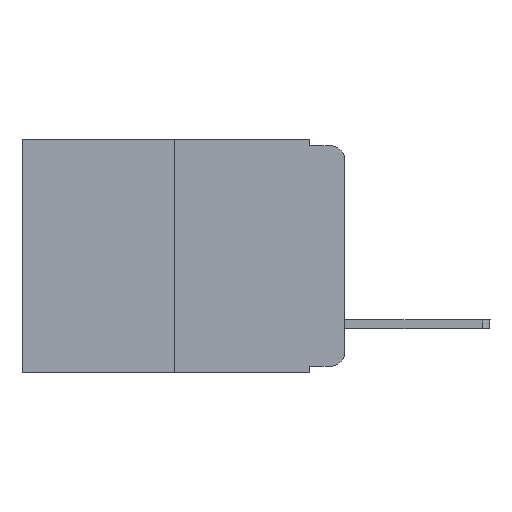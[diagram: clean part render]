
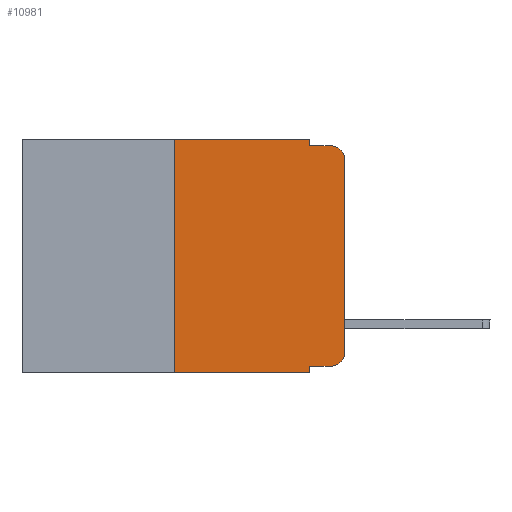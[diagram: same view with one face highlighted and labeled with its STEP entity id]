
A CAD part, left-side view. The second image highlights one B-rep face of the part: STEP entity #10981.
In plain terms, the highlighted planar face has unit normal (-1, 0, 0).
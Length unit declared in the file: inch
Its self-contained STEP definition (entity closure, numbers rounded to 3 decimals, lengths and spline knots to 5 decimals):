
#12 = CARTESIAN_POINT ( 'NONE',  ( 0., 0.02, -0.03 ) ) ;
#88 = CARTESIAN_POINT ( 'NONE',  ( 0., 0.02, -0.313 ) ) ;
#330 = VECTOR ( 'NONE', #15741, 39.37008 ) ;
#611 = CARTESIAN_POINT ( 'NONE',  ( 0., 0.051, 0. ) ) ;
#1358 = AXIS2_PLACEMENT_3D ( 'NONE', #12, #1428, #14679 ) ;
#1428 = DIRECTION ( 'NONE',  ( -1., 0., 0. ) ) ;
#1573 = EDGE_CURVE ( 'NONE', #20876, #21311, #5246, .T. ) ;
#1935 = AXIS2_PLACEMENT_3D ( 'NONE', #88, #11383, #17971 ) ;
#2050 = VERTEX_POINT ( 'NONE', #15662 ) ;
#3079 = DIRECTION ( 'NONE',  ( 0., -1., 0. ) ) ;
#3236 = ORIENTED_EDGE ( 'NONE', *, *, #10794, .F. ) ;
#3280 = CARTESIAN_POINT ( 'NONE',  ( 0., 0.051, 0. ) ) ;
#3424 = DIRECTION ( 'NONE',  ( 1., 0., 0. ) ) ;
#3432 = CARTESIAN_POINT ( 'NONE',  ( 0., 0.02, -0.01 ) ) ;
#3850 = CARTESIAN_POINT ( 'NONE',  ( 0., 0.051, 0. ) ) ;
#4221 = CARTESIAN_POINT ( 'NONE',  ( 0., 0.051, -0.333 ) ) ;
#5244 = CARTESIAN_POINT ( 'NONE',  ( 0., 0.051, -0.01 ) ) ;
#5246 = LINE ( 'NONE', #10183, #11298 ) ;
#5371 = VERTEX_POINT ( 'NONE', #6118 ) ;
#5992 = LINE ( 'NONE', #10815, #10559 ) ;
#6118 = CARTESIAN_POINT ( 'NONE',  ( 0., 0., -0.03 ) ) ;
#6672 = DIRECTION ( 'NONE',  ( 0., 0., -1. ) ) ;
#6760 = CARTESIAN_POINT ( 'NONE',  ( 0., 0.02, -0.333 ) ) ;
#6917 = VERTEX_POINT ( 'NONE', #5244 ) ;
#7298 = LINE ( 'NONE', #12223, #17242 ) ;
#7453 = EDGE_LOOP ( 'NONE', ( #9446, #18221, #9525, #10822, #8160, #3236, #14085, #17703, #17025, #21294 ) ) ;
#8160 = ORIENTED_EDGE ( 'NONE', *, *, #13110, .F. ) ;
#8165 = VERTEX_POINT ( 'NONE', #6760 ) ;
#8311 = EDGE_CURVE ( 'NONE', #20116, #5371, #7298, .T. ) ;
#9446 = ORIENTED_EDGE ( 'NONE', *, *, #8311, .T. ) ;
#9487 = VERTEX_POINT ( 'NONE', #18410 ) ;
#9509 = LINE ( 'NONE', #17710, #15781 ) ;
#9525 = ORIENTED_EDGE ( 'NONE', *, *, #14763, .F. ) ;
#9787 = EDGE_CURVE ( 'NONE', #8165, #20116, #20883, .T. ) ;
#9986 = PLANE ( 'NONE',  #12562 ) ;
#10183 = CARTESIAN_POINT ( 'NONE',  ( 0., 0.473, -0.343 ) ) ;
#10559 = VECTOR ( 'NONE', #3079, 39.37008 ) ;
#10621 = EDGE_CURVE ( 'NONE', #2050, #8165, #12401, .T. ) ;
#10794 = EDGE_CURVE ( 'NONE', #20876, #9487, #14552, .T. ) ;
#10815 = CARTESIAN_POINT ( 'NONE',  ( 0., 0.473, 0. ) ) ;
#10822 = ORIENTED_EDGE ( 'NONE', *, *, #19561, .F. ) ;
#10971 = DIRECTION ( 'NONE',  ( 0., 0., 1. ) ) ;
#10981 = ADVANCED_FACE ( 'NONE', ( #19702 ), #9986, .F. ) ;
#11298 = VECTOR ( 'NONE', #17404, 39.37008 ) ;
#11383 = DIRECTION ( 'NONE',  ( -1., 0., 0. ) ) ;
#11746 = EDGE_CURVE ( 'NONE', #5371, #17823, #19522, .T. ) ;
#12223 = CARTESIAN_POINT ( 'NONE',  ( 0., 0., 0. ) ) ;
#12401 = LINE ( 'NONE', #4221, #330 ) ;
#12444 = VECTOR ( 'NONE', #19761, 39.37008 ) ;
#12562 = AXIS2_PLACEMENT_3D ( 'NONE', #17975, #3424, #6672 ) ;
#13110 = EDGE_CURVE ( 'NONE', #9487, #18864, #5992, .T. ) ;
#13815 = EDGE_CURVE ( 'NONE', #2050, #21311, #17091, .T. ) ;
#14033 = DIRECTION ( 'NONE',  ( 0., -1., 0. ) ) ;
#14085 = ORIENTED_EDGE ( 'NONE', *, *, #1573, .T. ) ;
#14123 = CARTESIAN_POINT ( 'NONE',  ( 0., 0., -0.313 ) ) ;
#14552 = LINE ( 'NONE', #16153, #14948 ) ;
#14679 = DIRECTION ( 'NONE',  ( 0., 0., -1. ) ) ;
#14763 = EDGE_CURVE ( 'NONE', #6917, #17823, #9509, .T. ) ;
#14948 = VECTOR ( 'NONE', #10971, 39.37008 ) ;
#15662 = CARTESIAN_POINT ( 'NONE',  ( 0., 0.051, -0.333 ) ) ;
#15741 = DIRECTION ( 'NONE',  ( 0., -1., 0. ) ) ;
#15781 = VECTOR ( 'NONE', #14033, 39.37008 ) ;
#16153 = CARTESIAN_POINT ( 'NONE',  ( 0., 0.25, 0. ) ) ;
#16864 = CARTESIAN_POINT ( 'NONE',  ( 0., 0.25, -0.343 ) ) ;
#16996 = DIRECTION ( 'NONE',  ( 0., 0., -1. ) ) ;
#17025 = ORIENTED_EDGE ( 'NONE', *, *, #10621, .T. ) ;
#17091 = LINE ( 'NONE', #3850, #17115 ) ;
#17115 = VECTOR ( 'NONE', #16996, 39.37008 ) ;
#17131 = CARTESIAN_POINT ( 'NONE',  ( 0., 0.051, -0.343 ) ) ;
#17242 = VECTOR ( 'NONE', #20527, 39.37008 ) ;
#17404 = DIRECTION ( 'NONE',  ( 0., -1., 0. ) ) ;
#17703 = ORIENTED_EDGE ( 'NONE', *, *, #13815, .F. ) ;
#17710 = CARTESIAN_POINT ( 'NONE',  ( 0., 0.051, -0.01 ) ) ;
#17823 = VERTEX_POINT ( 'NONE', #3432 ) ;
#17971 = DIRECTION ( 'NONE',  ( 0., 0., -1. ) ) ;
#17975 = CARTESIAN_POINT ( 'NONE',  ( 0., 0.473, 0. ) ) ;
#18039 = LINE ( 'NONE', #3280, #12444 ) ;
#18221 = ORIENTED_EDGE ( 'NONE', *, *, #11746, .T. ) ;
#18410 = CARTESIAN_POINT ( 'NONE',  ( 0., 0.25, 0. ) ) ;
#18864 = VERTEX_POINT ( 'NONE', #611 ) ;
#19522 = CIRCLE ( 'NONE', #1358, 0.02 ) ;
#19561 = EDGE_CURVE ( 'NONE', #18864, #6917, #18039, .T. ) ;
#19702 = FACE_OUTER_BOUND ( 'NONE', #7453, .T. ) ;
#19761 = DIRECTION ( 'NONE',  ( 0., 0., -1. ) ) ;
#20116 = VERTEX_POINT ( 'NONE', #14123 ) ;
#20527 = DIRECTION ( 'NONE',  ( 0., 0., 1. ) ) ;
#20876 = VERTEX_POINT ( 'NONE', #16864 ) ;
#20883 = CIRCLE ( 'NONE', #1935, 0.02 ) ;
#21294 = ORIENTED_EDGE ( 'NONE', *, *, #9787, .T. ) ;
#21311 = VERTEX_POINT ( 'NONE', #17131 ) ;
